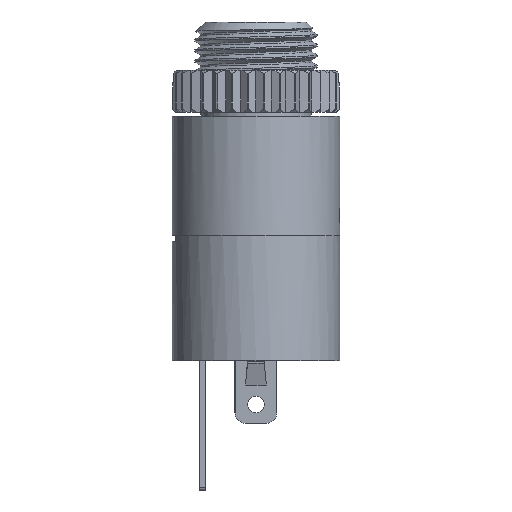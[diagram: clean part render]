
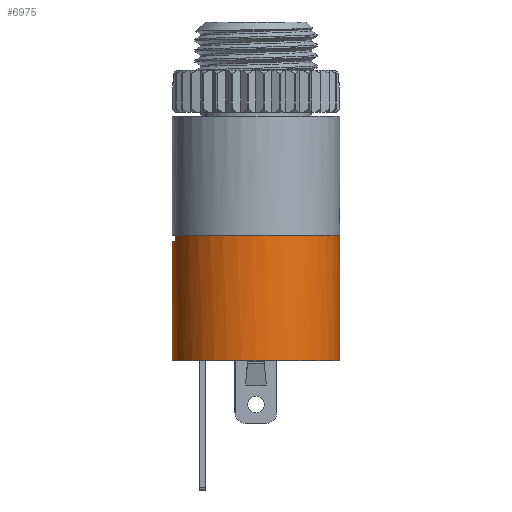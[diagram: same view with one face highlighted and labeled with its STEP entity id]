
A CAD part, front view. The second image highlights one B-rep face of the part: STEP entity #6975.
In plain terms, the highlighted cylindrical face has radius 4 mm (diameter 8 mm), a full revolution.
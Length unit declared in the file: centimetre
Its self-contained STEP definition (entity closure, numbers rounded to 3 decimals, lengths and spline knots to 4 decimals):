
#601=CYLINDRICAL_SURFACE('',#7435,0.4);
#648=CIRCLE('',#7373,0.4);
#671=CIRCLE('',#7420,0.4);
#675=CIRCLE('',#7436,0.4);
#676=CIRCLE('',#7437,0.4);
#877=VERTEX_POINT('',#9364);
#878=VERTEX_POINT('',#9365);
#941=VERTEX_POINT('',#9777);
#991=VERTEX_POINT('',#11480);
#1025=VERTEX_POINT('',#11608);
#1026=VERTEX_POINT('',#11610);
#1027=VERTEX_POINT('',#11612);
#1628=VECTOR('',#7986,1.);
#1739=VECTOR('',#8267,1.);
#1740=VECTOR('',#8270,1.);
#2256=LINE('',#9363,#1628);
#2367=LINE('',#11607,#1739);
#2368=LINE('',#11611,#1740);
#2953=EDGE_CURVE('',#877,#878,#2256,.T.);
#3027=EDGE_CURVE('',#878,#941,#648,.T.);
#3103=EDGE_CURVE('',#991,#991,#671,.T.);
#3156=EDGE_CURVE('',#941,#1025,#2367,.T.);
#3157=EDGE_CURVE('',#1025,#1026,#675,.T.);
#3158=EDGE_CURVE('',#1026,#1027,#2368,.T.);
#3159=EDGE_CURVE('',#1027,#877,#676,.T.);
#4617=ORIENTED_EDGE('',*,*,#3103,.T.);
#4618=ORIENTED_EDGE('',*,*,#2953,.T.);
#4619=ORIENTED_EDGE('',*,*,#3027,.T.);
#4620=ORIENTED_EDGE('',*,*,#3156,.T.);
#4621=ORIENTED_EDGE('',*,*,#3157,.T.);
#4622=ORIENTED_EDGE('',*,*,#3158,.T.);
#4623=ORIENTED_EDGE('',*,*,#3159,.T.);
#6190=EDGE_LOOP('',(#4617));
#6191=EDGE_LOOP('',(#4618,#4619,#4620,#4621,#4622,#4623));
#6601=FACE_BOUND('',#6190,.T.);
#6602=FACE_BOUND('',#6191,.T.);
#6975=ADVANCED_FACE('',(#6601,#6602),#601,.T.);
#7373=AXIS2_PLACEMENT_3D('',#9776,#8086,#8087);
#7420=AXIS2_PLACEMENT_3D('',#11479,#8208,#8209);
#7435=AXIS2_PLACEMENT_3D('',#11606,#8265,#8266);
#7436=AXIS2_PLACEMENT_3D('',#11609,#8268,#8269);
#7437=AXIS2_PLACEMENT_3D('',#11613,#8271,#8272);
#7986=DIRECTION('',(0.,0.,-1.));
#8086=DIRECTION('',(0.,0.,-1.));
#8087=DIRECTION('',(0.4,0.,0.));
#8208=DIRECTION('',(0.,0.,1.));
#8209=DIRECTION('',(0.4,0.,0.));
#8265=DIRECTION('',(0.,0.,1.));
#8266=DIRECTION('',(0.4,0.,0.));
#8267=DIRECTION('',(0.,0.,-1.));
#8268=DIRECTION('',(0.,0.,-1.));
#8269=DIRECTION('',(0.4,0.,0.));
#8270=DIRECTION('',(0.,0.,1.));
#8271=DIRECTION('',(0.,0.,-1.));
#8272=DIRECTION('',(0.4,0.,0.));
#9363=CARTESIAN_POINT('',(0.3995,-0.0207,0.5999));
#9364=CARTESIAN_POINT('',(0.3995,-0.0207,0.6));
#9365=CARTESIAN_POINT('',(0.3995,-0.0207,0.5999));
#9776=CARTESIAN_POINT('',(0.,0.,0.5999));
#9777=CARTESIAN_POINT('',(-0.3831,-0.115,0.5999));
#11479=CARTESIAN_POINT('',(0.,0.,0.));
#11480=CARTESIAN_POINT('',(0.4,0.,0.));
#11606=CARTESIAN_POINT('',(0.,0.,0.));
#11607=CARTESIAN_POINT('',(-0.3831,-0.115,0.835));
#11608=CARTESIAN_POINT('',(-0.3831,-0.115,0.57));
#11609=CARTESIAN_POINT('',(0.,0.,0.57));
#11610=CARTESIAN_POINT('',(-0.3831,0.115,0.57));
#11611=CARTESIAN_POINT('',(-0.3831,0.115,0.835));
#11612=CARTESIAN_POINT('',(-0.3831,0.115,0.6));
#11613=CARTESIAN_POINT('',(0.,0.,0.6));
